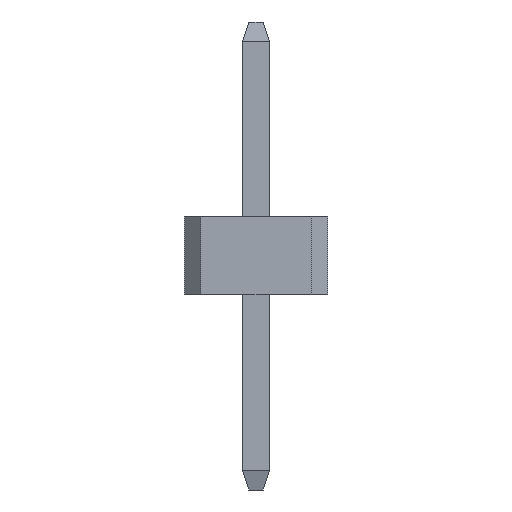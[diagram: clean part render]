
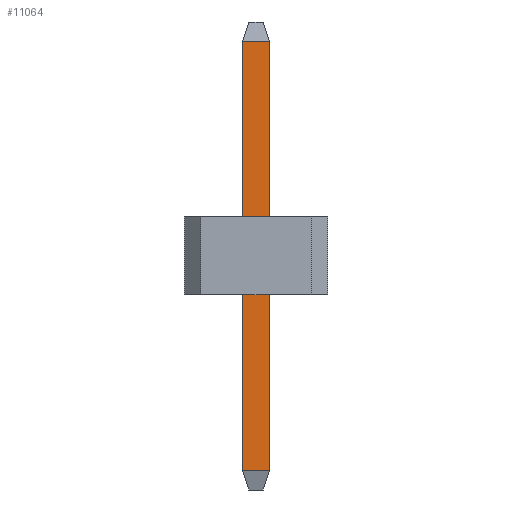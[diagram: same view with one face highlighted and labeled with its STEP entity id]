
A CAD part, front view. The second image highlights one B-rep face of the part: STEP entity #11064.
In plain terms, the highlighted face is planar.
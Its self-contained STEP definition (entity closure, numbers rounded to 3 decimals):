
#10711 = PLANE('',#10712);
#10712 = AXIS2_PLACEMENT_3D('',#10713,#10714,#10715);
#10713 = CARTESIAN_POINT('',(17.57,0.21,-3.));
#10714 = DIRECTION('',(0.,1.,0.));
#10715 = DIRECTION('',(1.,0.,0.));
#10736 = VERTEX_POINT('',#10737);
#10737 = CARTESIAN_POINT('',(17.99,0.21,3.9));
#10763 = EDGE_CURVE('',#10764,#10736,#10766,.T.);
#10764 = VERTEX_POINT('',#10765);
#10765 = CARTESIAN_POINT('',(17.99,0.21,-2.7));
#10766 = SURFACE_CURVE('',#10767,(#10771,#10778),.PCURVE_S1.);
#10767 = LINE('',#10768,#10769);
#10768 = CARTESIAN_POINT('',(17.99,0.21,-3.));
#10769 = VECTOR('',#10770,1.);
#10770 = DIRECTION('',(0.,0.,1.));
#10771 = PCURVE('',#10711,#10772);
#10772 = DEFINITIONAL_REPRESENTATION('',(#10773),#10777);
#10773 = LINE('',#10774,#10775);
#10774 = CARTESIAN_POINT('',(0.42,0.));
#10775 = VECTOR('',#10776,1.);
#10776 = DIRECTION('',(0.,-1.));
#10777 = ( GEOMETRIC_REPRESENTATION_CONTEXT(2) 
PARAMETRIC_REPRESENTATION_CONTEXT() REPRESENTATION_CONTEXT('2D SPACE',''
  ) );
#10778 = PCURVE('',#10779,#10784);
#10779 = PLANE('',#10780);
#10780 = AXIS2_PLACEMENT_3D('',#10781,#10782,#10783);
#10781 = CARTESIAN_POINT('',(17.99,0.21,-3.));
#10782 = DIRECTION('',(1.,0.,0.));
#10783 = DIRECTION('',(0.,-1.,0.));
#10784 = DEFINITIONAL_REPRESENTATION('',(#10785),#10789);
#10785 = LINE('',#10786,#10787);
#10786 = CARTESIAN_POINT('',(0.,0.));
#10787 = VECTOR('',#10788,1.);
#10788 = DIRECTION('',(0.,-1.));
#10789 = ( GEOMETRIC_REPRESENTATION_CONTEXT(2) 
PARAMETRIC_REPRESENTATION_CONTEXT() REPRESENTATION_CONTEXT('2D SPACE',''
  ) );
#10838 = PLANE('',#10839);
#10839 = AXIS2_PLACEMENT_3D('',#10840,#10841,#10842);
#10840 = CARTESIAN_POINT('',(17.99,-0.21,-3.));
#10841 = DIRECTION('',(0.,-1.,0.));
#10842 = DIRECTION('',(-1.,0.,0.));
#10946 = PLANE('',#10947);
#10947 = AXIS2_PLACEMENT_3D('',#10948,#10949,#10950);
#10948 = CARTESIAN_POINT('',(17.94,0.21,-2.85));
#10949 = DIRECTION('',(-0.949,0.,
    0.316));
#10950 = DIRECTION('',(0.,1.,0.));
#11027 = PLANE('',#11028);
#11028 = AXIS2_PLACEMENT_3D('',#11029,#11030,#11031);
#11029 = CARTESIAN_POINT('',(17.94,0.21,4.05));
#11030 = DIRECTION('',(0.949,0.,
    0.316));
#11031 = DIRECTION('',(0.,1.,0.));
#11064 = ADVANCED_FACE('',(#11065),#10779,.T.);
#11065 = FACE_BOUND('',#11066,.T.);
#11066 = EDGE_LOOP('',(#11067,#11068,#11091,#11114));
#11067 = ORIENTED_EDGE('',*,*,#10763,.T.);
#11068 = ORIENTED_EDGE('',*,*,#11069,.T.);
#11069 = EDGE_CURVE('',#10736,#11070,#11072,.T.);
#11070 = VERTEX_POINT('',#11071);
#11071 = CARTESIAN_POINT('',(17.99,-0.21,3.9));
#11072 = SURFACE_CURVE('',#11073,(#11077,#11084),.PCURVE_S1.);
#11073 = LINE('',#11074,#11075);
#11074 = CARTESIAN_POINT('',(17.99,0.21,3.9));
#11075 = VECTOR('',#11076,1.);
#11076 = DIRECTION('',(0.,-1.,0.));
#11077 = PCURVE('',#10779,#11078);
#11078 = DEFINITIONAL_REPRESENTATION('',(#11079),#11083);
#11079 = LINE('',#11080,#11081);
#11080 = CARTESIAN_POINT('',(0.,-6.9));
#11081 = VECTOR('',#11082,1.);
#11082 = DIRECTION('',(1.,0.));
#11083 = ( GEOMETRIC_REPRESENTATION_CONTEXT(2) 
PARAMETRIC_REPRESENTATION_CONTEXT() REPRESENTATION_CONTEXT('2D SPACE',''
  ) );
#11084 = PCURVE('',#11027,#11085);
#11085 = DEFINITIONAL_REPRESENTATION('',(#11086),#11090);
#11086 = LINE('',#11087,#11088);
#11087 = CARTESIAN_POINT('',(0.,-0.158));
#11088 = VECTOR('',#11089,1.);
#11089 = DIRECTION('',(-1.,0.));
#11090 = ( GEOMETRIC_REPRESENTATION_CONTEXT(2) 
PARAMETRIC_REPRESENTATION_CONTEXT() REPRESENTATION_CONTEXT('2D SPACE',''
  ) );
#11091 = ORIENTED_EDGE('',*,*,#11092,.F.);
#11092 = EDGE_CURVE('',#11093,#11070,#11095,.T.);
#11093 = VERTEX_POINT('',#11094);
#11094 = CARTESIAN_POINT('',(17.99,-0.21,-2.7));
#11095 = SURFACE_CURVE('',#11096,(#11100,#11107),.PCURVE_S1.);
#11096 = LINE('',#11097,#11098);
#11097 = CARTESIAN_POINT('',(17.99,-0.21,-3.));
#11098 = VECTOR('',#11099,1.);
#11099 = DIRECTION('',(0.,0.,1.));
#11100 = PCURVE('',#10779,#11101);
#11101 = DEFINITIONAL_REPRESENTATION('',(#11102),#11106);
#11102 = LINE('',#11103,#11104);
#11103 = CARTESIAN_POINT('',(0.42,0.));
#11104 = VECTOR('',#11105,1.);
#11105 = DIRECTION('',(0.,-1.));
#11106 = ( GEOMETRIC_REPRESENTATION_CONTEXT(2) 
PARAMETRIC_REPRESENTATION_CONTEXT() REPRESENTATION_CONTEXT('2D SPACE',''
  ) );
#11107 = PCURVE('',#10838,#11108);
#11108 = DEFINITIONAL_REPRESENTATION('',(#11109),#11113);
#11109 = LINE('',#11110,#11111);
#11110 = CARTESIAN_POINT('',(0.,0.));
#11111 = VECTOR('',#11112,1.);
#11112 = DIRECTION('',(0.,-1.));
#11113 = ( GEOMETRIC_REPRESENTATION_CONTEXT(2) 
PARAMETRIC_REPRESENTATION_CONTEXT() REPRESENTATION_CONTEXT('2D SPACE',''
  ) );
#11114 = ORIENTED_EDGE('',*,*,#11115,.F.);
#11115 = EDGE_CURVE('',#10764,#11093,#11116,.T.);
#11116 = SURFACE_CURVE('',#11117,(#11121,#11128),.PCURVE_S1.);
#11117 = LINE('',#11118,#11119);
#11118 = CARTESIAN_POINT('',(17.99,0.21,-2.7));
#11119 = VECTOR('',#11120,1.);
#11120 = DIRECTION('',(0.,-1.,0.));
#11121 = PCURVE('',#10779,#11122);
#11122 = DEFINITIONAL_REPRESENTATION('',(#11123),#11127);
#11123 = LINE('',#11124,#11125);
#11124 = CARTESIAN_POINT('',(0.,-0.3));
#11125 = VECTOR('',#11126,1.);
#11126 = DIRECTION('',(1.,0.));
#11127 = ( GEOMETRIC_REPRESENTATION_CONTEXT(2) 
PARAMETRIC_REPRESENTATION_CONTEXT() REPRESENTATION_CONTEXT('2D SPACE',''
  ) );
#11128 = PCURVE('',#10946,#11129);
#11129 = DEFINITIONAL_REPRESENTATION('',(#11130),#11134);
#11130 = LINE('',#11131,#11132);
#11131 = CARTESIAN_POINT('',(0.,-0.158));
#11132 = VECTOR('',#11133,1.);
#11133 = DIRECTION('',(-1.,0.));
#11134 = ( GEOMETRIC_REPRESENTATION_CONTEXT(2) 
PARAMETRIC_REPRESENTATION_CONTEXT() REPRESENTATION_CONTEXT('2D SPACE',''
  ) );
